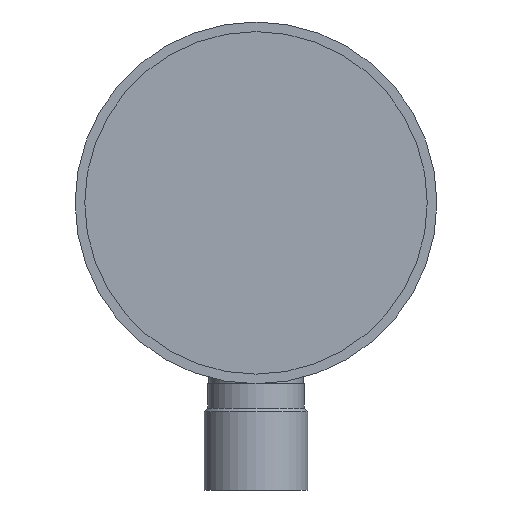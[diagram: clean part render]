
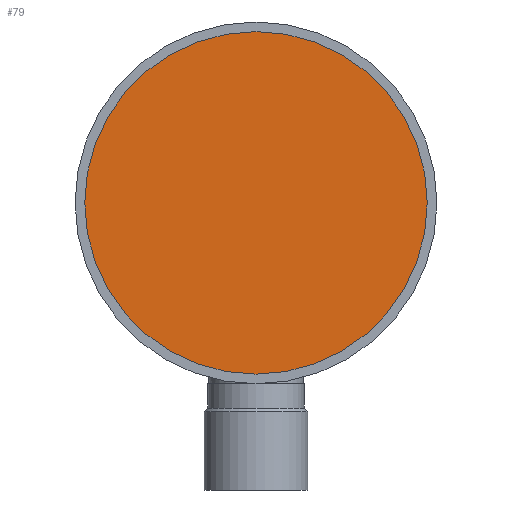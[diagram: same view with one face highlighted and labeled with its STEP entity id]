
A CAD part, front view. The second image highlights one B-rep face of the part: STEP entity #79.
In plain terms, the highlighted planar face has unit normal (0, -1, 0).
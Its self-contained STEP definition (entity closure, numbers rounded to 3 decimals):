
#79 = ADVANCED_FACE( '', ( #169 ), #170, .F. );
#169 = FACE_OUTER_BOUND( '', #250, .T. );
#170 = PLANE( '', #251 );
#250 = EDGE_LOOP( '', ( #361 ) );
#251 = AXIS2_PLACEMENT_3D( '', #362, #363, #364 );
#361 = ORIENTED_EDGE( '', *, *, #376, .F. );
#362 = CARTESIAN_POINT( '', ( 0., -71.5, 0. ) );
#363 = DIRECTION( '', ( 0., 1., 0. ) );
#364 = DIRECTION( '', ( 0., 0., 1. ) );
#376 = EDGE_CURVE( '', #419, #419, #420, .T. );
#419 = VERTEX_POINT( '', #474 );
#420 = CIRCLE( '', #475, 44.5 );
#474 = CARTESIAN_POINT( '', ( 44.5, -71.5, 0. ) );
#475 = AXIS2_PLACEMENT_3D( '', #625, #626, #627 );
#625 = CARTESIAN_POINT( '', ( 0., -71.5, 0. ) );
#626 = DIRECTION( '', ( 0., 1., 0. ) );
#627 = DIRECTION( '', ( 1., 0., 0. ) );
